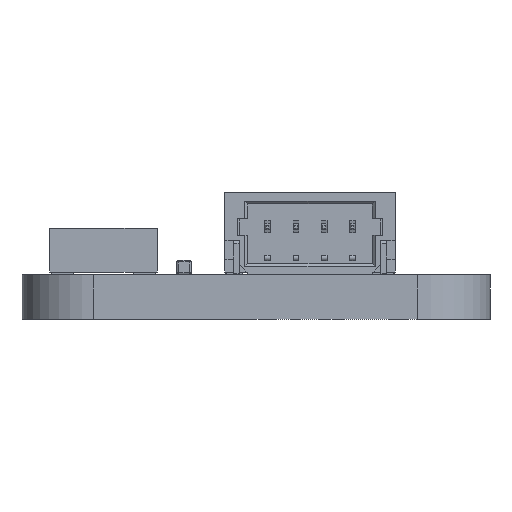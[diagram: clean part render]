
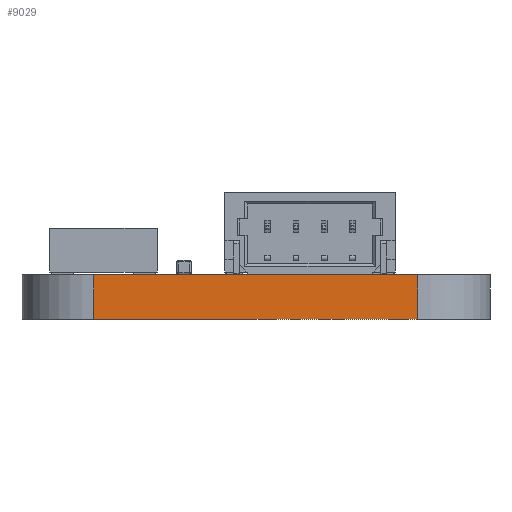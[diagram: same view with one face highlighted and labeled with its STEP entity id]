
A CAD part, left-side view. The second image highlights one B-rep face of the part: STEP entity #9029.
In plain terms, the highlighted planar face has unit normal (-1, 0, 0).
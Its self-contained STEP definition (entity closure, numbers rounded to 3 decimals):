
#578=PLANE('',#9757);
#937=FACE_OUTER_BOUND('',#1431,.T.);
#1431=EDGE_LOOP('',(#6456,#6457,#6458,#6459));
#2006=LINE('',#13223,#2995);
#2007=LINE('',#13226,#2996);
#2008=LINE('',#13228,#2997);
#2009=LINE('',#13229,#2998);
#2995=VECTOR('',#10699,10.);
#2996=VECTOR('',#10702,10.);
#2997=VECTOR('',#10703,10.);
#2998=VECTOR('',#10704,10.);
#4259=VERTEX_POINT('',#13219);
#4260=VERTEX_POINT('',#13221);
#4261=VERTEX_POINT('',#13225);
#4262=VERTEX_POINT('',#13227);
#5128=EDGE_CURVE('',#4259,#4260,#2006,.T.);
#5129=EDGE_CURVE('',#4261,#4259,#2007,.T.);
#5130=EDGE_CURVE('',#4262,#4260,#2008,.T.);
#5131=EDGE_CURVE('',#4261,#4262,#2009,.T.);
#6456=ORIENTED_EDGE('',*,*,#5129,.T.);
#6457=ORIENTED_EDGE('',*,*,#5128,.T.);
#6458=ORIENTED_EDGE('',*,*,#5130,.F.);
#6459=ORIENTED_EDGE('',*,*,#5131,.F.);
#9029=ADVANCED_FACE('',(#937),#578,.T.);
#9757=AXIS2_PLACEMENT_3D('',#13224,#10700,#10701);
#10699=DIRECTION('',(0.,0.,1.));
#10700=DIRECTION('center_axis',(-1.,0.,0.));
#10701=DIRECTION('ref_axis',(0.,-1.,0.));
#10702=DIRECTION('',(0.,-1.,0.));
#10703=DIRECTION('',(0.,-1.,0.));
#10704=DIRECTION('',(0.,0.,1.));
#13219=CARTESIAN_POINT('',(-9.525,1.27,0.));
#13221=CARTESIAN_POINT('',(-9.525,1.27,1.57));
#13223=CARTESIAN_POINT('',(-9.525,1.27,0.));
#13224=CARTESIAN_POINT('Origin',(-9.525,12.7,0.));
#13225=CARTESIAN_POINT('',(-9.525,12.7,0.));
#13226=CARTESIAN_POINT('',(-9.525,12.7,0.));
#13227=CARTESIAN_POINT('',(-9.525,12.7,1.57));
#13228=CARTESIAN_POINT('',(-9.525,12.7,1.57));
#13229=CARTESIAN_POINT('',(-9.525,12.7,0.));
